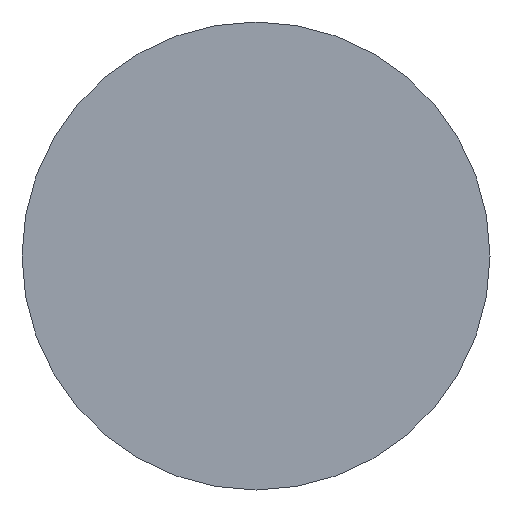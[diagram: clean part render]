
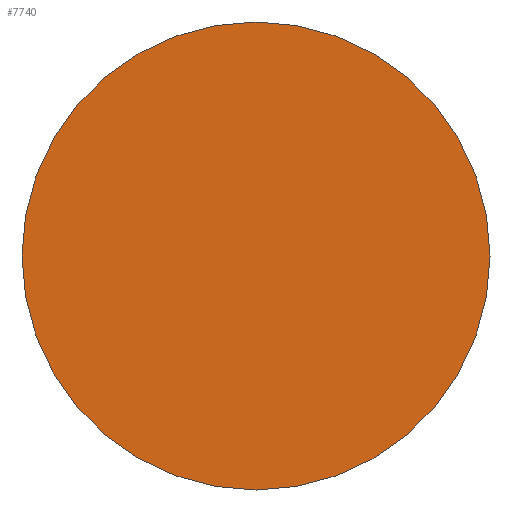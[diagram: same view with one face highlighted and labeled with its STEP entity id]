
A CAD part, front view. The second image highlights one B-rep face of the part: STEP entity #7740.
In plain terms, the highlighted planar face has unit normal (0, -1, 0).
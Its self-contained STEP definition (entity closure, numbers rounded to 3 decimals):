
#949 = AXIS2_PLACEMENT_3D ( 'NONE', #10274, #1908, #11664 ) ;
#1544 = ORIENTED_EDGE ( 'NONE', *, *, #11816, .F. ) ;
#1908 = DIRECTION ( 'NONE',  ( 0., 1., 0. ) ) ;
#2208 = ORIENTED_EDGE ( 'NONE', *, *, #3531, .F. ) ;
#3531 = EDGE_CURVE ( 'NONE', #17866, #11895, #16238, .T. ) ;
#6670 = FACE_OUTER_BOUND ( 'NONE', #17107, .T. ) ;
#7262 = CARTESIAN_POINT ( 'NONE',  ( 0., 0., 0. ) ) ;
#7412 = CIRCLE ( 'NONE', #12938, 250. ) ;
#7740 = ADVANCED_FACE ( 'NONE', ( #6670 ), #14009, .F. ) ;
#8686 = DIRECTION ( 'NONE',  ( 0., 0., 1. ) ) ;
#10149 = CARTESIAN_POINT ( 'NONE',  ( 0., 0., 250. ) ) ;
#10274 = CARTESIAN_POINT ( 'NONE',  ( 0., 0., 0. ) ) ;
#11211 = DIRECTION ( 'NONE',  ( 0., 1., 0. ) ) ;
#11664 = DIRECTION ( 'NONE',  ( 0., 0., 1. ) ) ;
#11816 = EDGE_CURVE ( 'NONE', #11895, #17866, #7412, .T. ) ;
#11895 = VERTEX_POINT ( 'NONE', #10149 ) ;
#12455 = AXIS2_PLACEMENT_3D ( 'NONE', #12608, #11211, #15391 ) ;
#12608 = CARTESIAN_POINT ( 'NONE',  ( 0., 0., 0. ) ) ;
#12938 = AXIS2_PLACEMENT_3D ( 'NONE', #7262, #16993, #8686 ) ;
#14009 = PLANE ( 'NONE',  #12455 ) ;
#15391 = DIRECTION ( 'NONE',  ( 0., 0., 1. ) ) ;
#15397 = CARTESIAN_POINT ( 'NONE',  ( 0., 0., -250. ) ) ;
#16238 = CIRCLE ( 'NONE', #949, 250. ) ;
#16993 = DIRECTION ( 'NONE',  ( 0., 1., 0. ) ) ;
#17107 = EDGE_LOOP ( 'NONE', ( #2208, #1544 ) ) ;
#17866 = VERTEX_POINT ( 'NONE', #15397 ) ;
